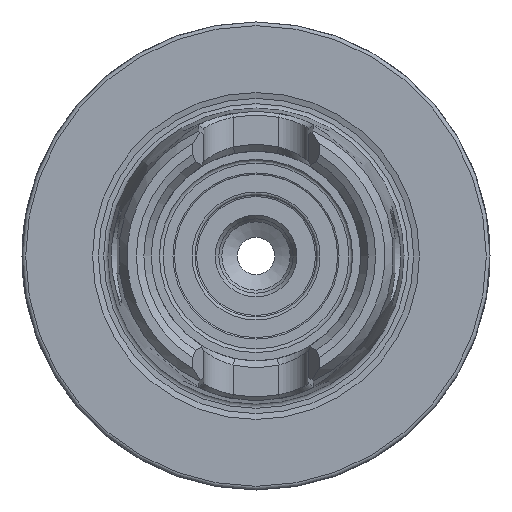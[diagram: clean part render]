
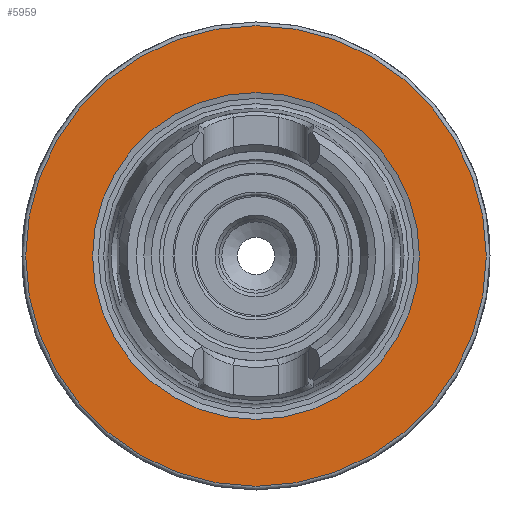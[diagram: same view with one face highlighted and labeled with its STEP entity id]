
A CAD part, left-side view. The second image highlights one B-rep face of the part: STEP entity #5959.
In plain terms, the highlighted planar face has unit normal (-1, 0, 0).
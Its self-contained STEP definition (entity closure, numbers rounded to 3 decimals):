
#5925=CARTESIAN_POINT('',(0.0,22.,0.0));
#5926=VERTEX_POINT('',#5925);
#5927=CARTESIAN_POINT('',(0.0,0.,0.0));
#5928=DIRECTION('',(1.0,0.0,0.0));
#5929=DIRECTION('',(0.0,1.0,0.0));
#5930=AXIS2_PLACEMENT_3D('',#5927,#5928,#5929);
#5931=CIRCLE('',#5930,22.);
#5932=EDGE_CURVE('',#5926,#5926,#5931,.T.);
#5940=CARTESIAN_POINT('',(0.0,26.5,0.0));
#5941=DIRECTION('',(-1.0,0.0,0.0));
#5942=DIRECTION('',(0.0,0.0,1.0));
#5943=AXIS2_PLACEMENT_3D('',#5940,#5941,#5942);
#5944=PLANE('',#5943);
#5945=CARTESIAN_POINT('',(0.0,31.,0.0));
#5946=VERTEX_POINT('',#5945);
#5947=CARTESIAN_POINT('',(0.0,0.,0.0));
#5948=DIRECTION('',(1.0,0.0,0.0));
#5949=DIRECTION('',(0.0,1.0,0.0));
#5950=AXIS2_PLACEMENT_3D('',#5947,#5948,#5949);
#5951=CIRCLE('',#5950,31.);
#5952=EDGE_CURVE('',#5946,#5946,#5951,.T.);
#5953=ORIENTED_EDGE('',*,*,#5952,.F.);
#5954=EDGE_LOOP('',(#5953));
#5955=FACE_OUTER_BOUND('',#5954,.T.);
#5956=ORIENTED_EDGE('',*,*,#5932,.T.);
#5957=EDGE_LOOP('',(#5956));
#5958=FACE_BOUND('',#5957,.T.);
#5959=ADVANCED_FACE('',(#5955,#5958),#5944,.T.);
